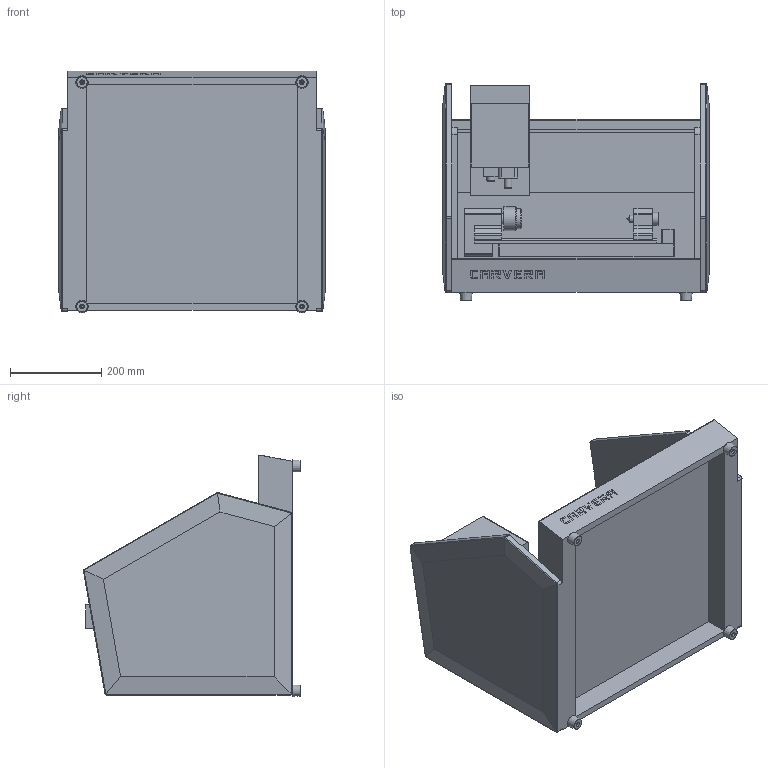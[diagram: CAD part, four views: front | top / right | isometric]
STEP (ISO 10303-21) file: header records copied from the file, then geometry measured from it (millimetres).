
FILE_DESCRIPTION(/* description */ (''),/* implementation_level */ '2;1');
FILE_NAME(/* name */ 'Carvera-Simplified-With-Feet.step',/* time_stamp */ '2024-03-06T21:30:43+08:00',/* author */ (''),/* organization */ (''),/* preprocessor_version */ 'ST-DEVELOPER v20',/* originating_system */ 'Autodesk Translation Framework v12.14.0.127',/* authorisation */ '');
FILE_SCHEMA (('AUTOMOTIVE_DESIGN { 1 0 10303 214 3 1 1 }'));
Length unit declared in the file: millimetre
Products named in the file (9): CarveraWithFeet; Z-Axis; Bed; Spindle; 4th-Axis; ¸´¼þ Áã¼þ17^weiding; ¸´¼þ Áã¼þ18^weiding; Frame; Foot
Assembly tree (11 placements, depth 3):
  CarveraWithFeet
    Z-Axis
    Foot  x4
    Bed
    Spindle
    4th-Axis
      ¸´¼þ Áã¼þ17^weiding
      ¸´¼þ Áã¼þ18^weiding
    Frame
Bounding box: 583 x 475.81 x 529.51 mm (x, y, z)
Volume: 30136392.2 mm3; surface area: 2636291 mm2
Topology: 11 solids, 11 shells, 1103 faces, 3129 edges, 2070 vertices
Faces by surface type: plane 966, cylinder 96, bspline 28, cone 9, torus 4
Full cylindrical faces by diameter (mm): 4 x1, 5 x4, 5.5 x4, 6 x1, 10 x4, 15.214 x1, 16.6 x1, 18 x1, 19.451 x1, 22 x1, 28 x1, 43.544 x1, 52 x1
Entity records: 36164 total; most frequent: CARTESIAN_POINT 7580, ORIENTED_EDGE 6184, DIRECTION 5402, EDGE_CURVE 3092, LINE 2842, VECTOR 2842, VERTEX_POINT 2046, AXIS2_PLACEMENT_3D 1280
